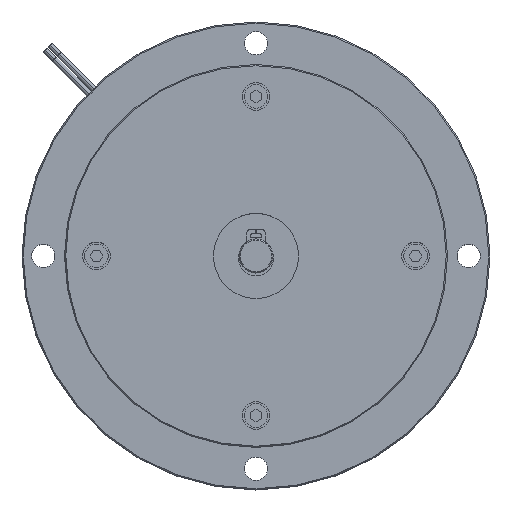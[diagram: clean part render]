
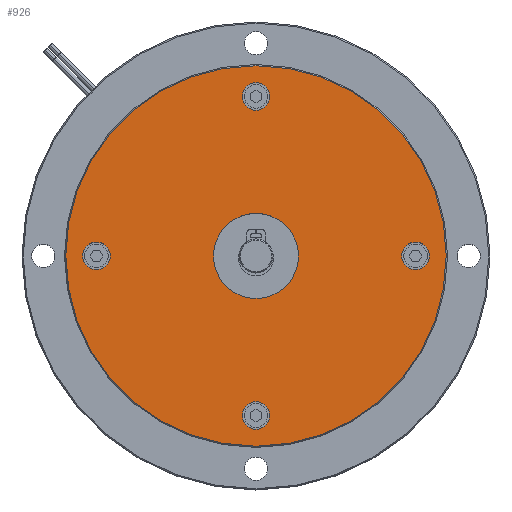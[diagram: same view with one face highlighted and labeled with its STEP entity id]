
A CAD part, top view. The second image highlights one B-rep face of the part: STEP entity #926.
In plain terms, the highlighted planar face has unit normal (0, 0, 1).
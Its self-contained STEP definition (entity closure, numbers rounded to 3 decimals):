
#65 = VERTEX_POINT ( 'NONE', #2762 ) ;
#110 = CARTESIAN_POINT ( 'NONE',  ( -40.75, 0., 7. ) ) ;
#115 = EDGE_CURVE ( 'NONE', #2394, #2133, #950, .T. ) ;
#142 = ORIENTED_EDGE ( 'NONE', *, *, #115, .F. ) ;
#288 = ORIENTED_EDGE ( 'NONE', *, *, #6322, .F. ) ;
#413 = FACE_BOUND ( 'NONE', #3033, .T. ) ;
#447 = CARTESIAN_POINT ( 'NONE',  ( 10., 0., 7. ) ) ;
#513 = CARTESIAN_POINT ( 'NONE',  ( 0., -37.5, 7. ) ) ;
#594 = DIRECTION ( 'NONE',  ( 0., 0., 1. ) ) ;
#614 = ORIENTED_EDGE ( 'NONE', *, *, #1606, .T. ) ;
#622 = AXIS2_PLACEMENT_3D ( 'NONE', #3753, #662, #4260 ) ;
#662 = DIRECTION ( 'NONE',  ( 0., 0., 1. ) ) ;
#728 = AXIS2_PLACEMENT_3D ( 'NONE', #513, #4130, #1035 ) ;
#740 = AXIS2_PLACEMENT_3D ( 'NONE', #2518, #6670, #1935 ) ;
#807 = EDGE_LOOP ( 'NONE', ( #6209, #3344 ) ) ;
#852 = CARTESIAN_POINT ( 'NONE',  ( 0., 37.5, 7. ) ) ;
#926 = ADVANCED_FACE ( 'NONE', ( #5893, #3150, #1941, #1779, #413, #5728 ), #6202, .T. ) ;
#930 = CARTESIAN_POINT ( 'NONE',  ( 0., 0., 7. ) ) ;
#950 = CIRCLE ( 'NONE', #740, 3.25 ) ;
#1035 = DIRECTION ( 'NONE',  ( 1., 0., 0. ) ) ;
#1105 = CIRCLE ( 'NONE', #1431, 10. ) ;
#1155 = DIRECTION ( 'NONE',  ( 1., 0., 0. ) ) ;
#1188 = ORIENTED_EDGE ( 'NONE', *, *, #6426, .T. ) ;
#1212 = CIRCLE ( 'NONE', #4707, 44.711 ) ;
#1337 = ORIENTED_EDGE ( 'NONE', *, *, #5053, .F. ) ;
#1353 = DIRECTION ( 'NONE',  ( 0., 0., 1. ) ) ;
#1361 = DIRECTION ( 'NONE',  ( 1., 0., 0. ) ) ;
#1372 = CARTESIAN_POINT ( 'NONE',  ( 37.5, 0., 7. ) ) ;
#1419 = VERTEX_POINT ( 'NONE', #2889 ) ;
#1431 = AXIS2_PLACEMENT_3D ( 'NONE', #6410, #1353, #4252 ) ;
#1578 = DIRECTION ( 'NONE',  ( 1., 0., 0. ) ) ;
#1606 = EDGE_CURVE ( 'NONE', #1419, #2486, #3561, .T. ) ;
#1684 = EDGE_CURVE ( 'NONE', #65, #4514, #4266, .T. ) ;
#1766 = VERTEX_POINT ( 'NONE', #2586 ) ;
#1779 = FACE_BOUND ( 'NONE', #1820, .T. ) ;
#1820 = EDGE_LOOP ( 'NONE', ( #6100, #4923 ) ) ;
#1883 = DIRECTION ( 'NONE',  ( 1., 0., 0. ) ) ;
#1935 = DIRECTION ( 'NONE',  ( 1., 0., 0. ) ) ;
#1941 = FACE_BOUND ( 'NONE', #3012, .T. ) ;
#1987 = CARTESIAN_POINT ( 'NONE',  ( 0., 0., 7. ) ) ;
#1997 = EDGE_CURVE ( 'NONE', #3559, #3609, #1105, .T. ) ;
#2106 = CARTESIAN_POINT ( 'NONE',  ( 0., 0., 7. ) ) ;
#2118 = CARTESIAN_POINT ( 'NONE',  ( -3.25, -37.5, 7. ) ) ;
#2129 = AXIS2_PLACEMENT_3D ( 'NONE', #4380, #5914, #2624 ) ;
#2133 = VERTEX_POINT ( 'NONE', #2118 ) ;
#2295 = AXIS2_PLACEMENT_3D ( 'NONE', #1372, #4986, #1883 ) ;
#2394 = VERTEX_POINT ( 'NONE', #4908 ) ;
#2412 = AXIS2_PLACEMENT_3D ( 'NONE', #5195, #2594, #5673 ) ;
#2486 = VERTEX_POINT ( 'NONE', #5909 ) ;
#2504 = DIRECTION ( 'NONE',  ( 1., 0., 0. ) ) ;
#2518 = CARTESIAN_POINT ( 'NONE',  ( 0., -37.5, 7. ) ) ;
#2586 = CARTESIAN_POINT ( 'NONE',  ( 40.75, 0., 7. ) ) ;
#2594 = DIRECTION ( 'NONE',  ( 0., 0., 1. ) ) ;
#2620 = DIRECTION ( 'NONE',  ( 1., 0., 0. ) ) ;
#2624 = DIRECTION ( 'NONE',  ( 1., 0., 0. ) ) ;
#2762 = CARTESIAN_POINT ( 'NONE',  ( -34.25, 0., 7. ) ) ;
#2889 = CARTESIAN_POINT ( 'NONE',  ( 44.711, 0., 7. ) ) ;
#3012 = EDGE_LOOP ( 'NONE', ( #142, #5803 ) ) ;
#3033 = EDGE_LOOP ( 'NONE', ( #4016, #288 ) ) ;
#3083 = CIRCLE ( 'NONE', #6576, 3.25 ) ;
#3150 = FACE_BOUND ( 'NONE', #807, .T. ) ;
#3319 = CARTESIAN_POINT ( 'NONE',  ( 3.25, 37.5, 7. ) ) ;
#3344 = ORIENTED_EDGE ( 'NONE', *, *, #4805, .F. ) ;
#3473 = VERTEX_POINT ( 'NONE', #6553 ) ;
#3559 = VERTEX_POINT ( 'NONE', #447 ) ;
#3561 = CIRCLE ( 'NONE', #6681, 44.711 ) ;
#3605 = CIRCLE ( 'NONE', #2129, 3.25 ) ;
#3609 = VERTEX_POINT ( 'NONE', #4407 ) ;
#3678 = CARTESIAN_POINT ( 'NONE',  ( -3.25, 37.5, 7. ) ) ;
#3687 = CARTESIAN_POINT ( 'NONE',  ( -37.5, 0., 7. ) ) ;
#3753 = CARTESIAN_POINT ( 'NONE',  ( 0., 37.5, 7. ) ) ;
#3772 = AXIS2_PLACEMENT_3D ( 'NONE', #6251, #4312, #1578 ) ;
#3800 = EDGE_CURVE ( 'NONE', #1766, #3473, #3605, .T. ) ;
#3991 = EDGE_CURVE ( 'NONE', #5792, #4493, #6092, .T. ) ;
#4016 = ORIENTED_EDGE ( 'NONE', *, *, #3991, .F. ) ;
#4130 = DIRECTION ( 'NONE',  ( 0., 0., 1. ) ) ;
#4202 = DIRECTION ( 'NONE',  ( 1., 0., 0. ) ) ;
#4252 = DIRECTION ( 'NONE',  ( 1., 0., 0. ) ) ;
#4260 = DIRECTION ( 'NONE',  ( 1., 0., 0. ) ) ;
#4266 = CIRCLE ( 'NONE', #3772, 3.25 ) ;
#4312 = DIRECTION ( 'NONE',  ( 0., 0., 1. ) ) ;
#4380 = CARTESIAN_POINT ( 'NONE',  ( 37.5, 0., 7. ) ) ;
#4407 = CARTESIAN_POINT ( 'NONE',  ( -10., 0., 7. ) ) ;
#4461 = DIRECTION ( 'NONE',  ( 0., 0., 1. ) ) ;
#4493 = VERTEX_POINT ( 'NONE', #3678 ) ;
#4514 = VERTEX_POINT ( 'NONE', #110 ) ;
#4616 = CIRCLE ( 'NONE', #728, 3.25 ) ;
#4617 = AXIS2_PLACEMENT_3D ( 'NONE', #2106, #5712, #2620 ) ;
#4621 = CIRCLE ( 'NONE', #5303, 3.25 ) ;
#4657 = EDGE_LOOP ( 'NONE', ( #6148, #1337 ) ) ;
#4707 = AXIS2_PLACEMENT_3D ( 'NONE', #1987, #5597, #2504 ) ;
#4735 = EDGE_LOOP ( 'NONE', ( #1188, #614 ) ) ;
#4805 = EDGE_CURVE ( 'NONE', #3473, #1766, #6229, .T. ) ;
#4908 = CARTESIAN_POINT ( 'NONE',  ( 3.25, -37.5, 7. ) ) ;
#4923 = ORIENTED_EDGE ( 'NONE', *, *, #5112, .F. ) ;
#4986 = DIRECTION ( 'NONE',  ( 0., 0., 1. ) ) ;
#5053 = EDGE_CURVE ( 'NONE', #3609, #3559, #6155, .T. ) ;
#5112 = EDGE_CURVE ( 'NONE', #4514, #65, #4621, .T. ) ;
#5195 = CARTESIAN_POINT ( 'NONE',  ( 0., 0., 7. ) ) ;
#5303 = AXIS2_PLACEMENT_3D ( 'NONE', #3687, #594, #4202 ) ;
#5539 = EDGE_CURVE ( 'NONE', #2133, #2394, #4616, .T. ) ;
#5597 = DIRECTION ( 'NONE',  ( 0., 0., 1. ) ) ;
#5673 = DIRECTION ( 'NONE',  ( 1., 0., 0. ) ) ;
#5712 = DIRECTION ( 'NONE',  ( 0., 0., 1. ) ) ;
#5728 = FACE_BOUND ( 'NONE', #4657, .T. ) ;
#5792 = VERTEX_POINT ( 'NONE', #3319 ) ;
#5803 = ORIENTED_EDGE ( 'NONE', *, *, #5539, .F. ) ;
#5893 = FACE_OUTER_BOUND ( 'NONE', #4735, .T. ) ;
#5909 = CARTESIAN_POINT ( 'NONE',  ( -44.711, 0., 7. ) ) ;
#5914 = DIRECTION ( 'NONE',  ( 0., 0., 1. ) ) ;
#6092 = CIRCLE ( 'NONE', #622, 3.25 ) ;
#6100 = ORIENTED_EDGE ( 'NONE', *, *, #1684, .F. ) ;
#6148 = ORIENTED_EDGE ( 'NONE', *, *, #1997, .F. ) ;
#6155 = CIRCLE ( 'NONE', #4617, 10. ) ;
#6202 = PLANE ( 'NONE',  #2412 ) ;
#6209 = ORIENTED_EDGE ( 'NONE', *, *, #3800, .F. ) ;
#6229 = CIRCLE ( 'NONE', #2295, 3.25 ) ;
#6251 = CARTESIAN_POINT ( 'NONE',  ( -37.5, 0., 7. ) ) ;
#6322 = EDGE_CURVE ( 'NONE', #4493, #5792, #3083, .T. ) ;
#6410 = CARTESIAN_POINT ( 'NONE',  ( 0., 0., 7. ) ) ;
#6426 = EDGE_CURVE ( 'NONE', #2486, #1419, #1212, .T. ) ;
#6499 = DIRECTION ( 'NONE',  ( 0., 0., 1. ) ) ;
#6553 = CARTESIAN_POINT ( 'NONE',  ( 34.25, 0., 7. ) ) ;
#6576 = AXIS2_PLACEMENT_3D ( 'NONE', #852, #4461, #1361 ) ;
#6670 = DIRECTION ( 'NONE',  ( 0., 0., 1. ) ) ;
#6681 = AXIS2_PLACEMENT_3D ( 'NONE', #930, #6499, #1155 ) ;
